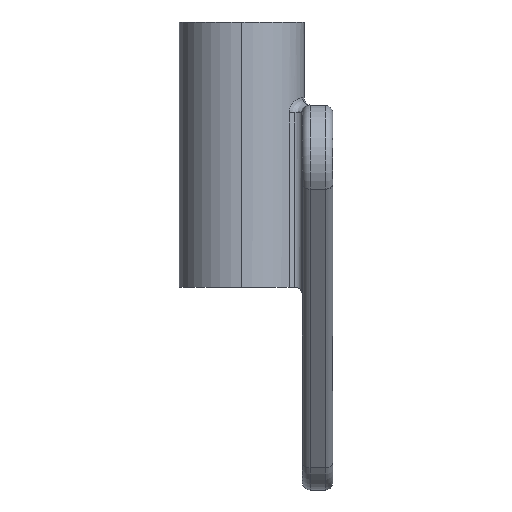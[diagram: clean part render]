
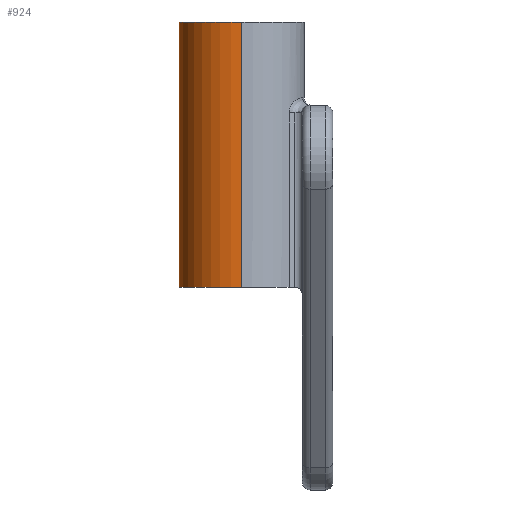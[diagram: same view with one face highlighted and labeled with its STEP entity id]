
A CAD part, left-side view. The second image highlights one B-rep face of the part: STEP entity #924.
In plain terms, the highlighted cylindrical face has radius 16.5 mm (diameter 33 mm), a partial arc.
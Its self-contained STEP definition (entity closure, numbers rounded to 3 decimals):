
#515 = CYLINDRICAL_SURFACE('',#516,16.5);
#516 = AXIS2_PLACEMENT_3D('',#517,#518,#519);
#517 = CARTESIAN_POINT('',(4.303,24.,-11.811));
#518 = DIRECTION('',(0.,0.,1.));
#519 = DIRECTION('',(1.,0.,0.));
#683 = PLANE('',#684);
#684 = AXIS2_PLACEMENT_3D('',#685,#686,#687);
#685 = CARTESIAN_POINT('',(4.303,24.,-11.811));
#686 = DIRECTION('',(0.,0.,1.));
#687 = DIRECTION('',(1.,0.,0.));
#868 = PLANE('',#869);
#869 = AXIS2_PLACEMENT_3D('',#870,#871,#872);
#870 = CARTESIAN_POINT('',(4.303,24.,58.189));
#871 = DIRECTION('',(0.,0.,1.));
#872 = DIRECTION('',(1.,0.,0.));
#924 = ADVANCED_FACE('',(#925),#940,.T.);
#925 = FACE_BOUND('',#926,.T.);
#926 = EDGE_LOOP('',(#927,#958,#981,#1005));
#927 = ORIENTED_EDGE('',*,*,#928,.T.);
#928 = EDGE_CURVE('',#929,#931,#933,.T.);
#929 = VERTEX_POINT('',#930);
#930 = CARTESIAN_POINT('',(20.803,24.,-11.811));
#931 = VERTEX_POINT('',#932);
#932 = CARTESIAN_POINT('',(-12.197,24.,-11.811));
#933 = SURFACE_CURVE('',#934,(#939,#951),.PCURVE_S1.);
#934 = CIRCLE('',#935,16.5);
#935 = AXIS2_PLACEMENT_3D('',#936,#937,#938);
#936 = CARTESIAN_POINT('',(4.303,24.,-11.811));
#937 = DIRECTION('',(0.,0.,1.));
#938 = DIRECTION('',(1.,0.,0.));
#939 = PCURVE('',#940,#945);
#940 = CYLINDRICAL_SURFACE('',#941,16.5);
#941 = AXIS2_PLACEMENT_3D('',#942,#943,#944);
#942 = CARTESIAN_POINT('',(4.303,24.,-11.811));
#943 = DIRECTION('',(0.,0.,1.));
#944 = DIRECTION('',(1.,0.,0.));
#945 = DEFINITIONAL_REPRESENTATION('',(#946),#950);
#946 = LINE('',#947,#948);
#947 = CARTESIAN_POINT('',(0.,0.));
#948 = VECTOR('',#949,1.);
#949 = DIRECTION('',(1.,0.));
#950 = ( GEOMETRIC_REPRESENTATION_CONTEXT(2) 
PARAMETRIC_REPRESENTATION_CONTEXT() REPRESENTATION_CONTEXT('2D SPACE',''
  ) );
#951 = PCURVE('',#683,#952);
#952 = DEFINITIONAL_REPRESENTATION('',(#953),#957);
#953 = CIRCLE('',#954,16.5);
#954 = AXIS2_PLACEMENT_2D('',#955,#956);
#955 = CARTESIAN_POINT('',(0.,0.));
#956 = DIRECTION('',(1.,0.));
#957 = ( GEOMETRIC_REPRESENTATION_CONTEXT(2) 
PARAMETRIC_REPRESENTATION_CONTEXT() REPRESENTATION_CONTEXT('2D SPACE',''
  ) );
#958 = ORIENTED_EDGE('',*,*,#959,.T.);
#959 = EDGE_CURVE('',#931,#960,#962,.T.);
#960 = VERTEX_POINT('',#961);
#961 = CARTESIAN_POINT('',(-12.197,24.,58.189));
#962 = SURFACE_CURVE('',#963,(#967,#974),.PCURVE_S1.);
#963 = LINE('',#964,#965);
#964 = CARTESIAN_POINT('',(-12.197,24.,-11.811));
#965 = VECTOR('',#966,1.);
#966 = DIRECTION('',(0.,0.,1.));
#967 = PCURVE('',#940,#968);
#968 = DEFINITIONAL_REPRESENTATION('',(#969),#973);
#969 = LINE('',#970,#971);
#970 = CARTESIAN_POINT('',(3.142,0.));
#971 = VECTOR('',#972,1.);
#972 = DIRECTION('',(0.,1.));
#973 = ( GEOMETRIC_REPRESENTATION_CONTEXT(2) 
PARAMETRIC_REPRESENTATION_CONTEXT() REPRESENTATION_CONTEXT('2D SPACE',''
  ) );
#974 = PCURVE('',#515,#975);
#975 = DEFINITIONAL_REPRESENTATION('',(#976),#980);
#976 = LINE('',#977,#978);
#977 = CARTESIAN_POINT('',(3.142,0.));
#978 = VECTOR('',#979,1.);
#979 = DIRECTION('',(0.,1.));
#980 = ( GEOMETRIC_REPRESENTATION_CONTEXT(2) 
PARAMETRIC_REPRESENTATION_CONTEXT() REPRESENTATION_CONTEXT('2D SPACE',''
  ) );
#981 = ORIENTED_EDGE('',*,*,#982,.F.);
#982 = EDGE_CURVE('',#983,#960,#985,.T.);
#983 = VERTEX_POINT('',#984);
#984 = CARTESIAN_POINT('',(20.803,24.,58.189));
#985 = SURFACE_CURVE('',#986,(#991,#998),.PCURVE_S1.);
#986 = CIRCLE('',#987,16.5);
#987 = AXIS2_PLACEMENT_3D('',#988,#989,#990);
#988 = CARTESIAN_POINT('',(4.303,24.,58.189));
#989 = DIRECTION('',(0.,0.,1.));
#990 = DIRECTION('',(1.,0.,0.));
#991 = PCURVE('',#940,#992);
#992 = DEFINITIONAL_REPRESENTATION('',(#993),#997);
#993 = LINE('',#994,#995);
#994 = CARTESIAN_POINT('',(0.,70.));
#995 = VECTOR('',#996,1.);
#996 = DIRECTION('',(1.,0.));
#997 = ( GEOMETRIC_REPRESENTATION_CONTEXT(2) 
PARAMETRIC_REPRESENTATION_CONTEXT() REPRESENTATION_CONTEXT('2D SPACE',''
  ) );
#998 = PCURVE('',#868,#999);
#999 = DEFINITIONAL_REPRESENTATION('',(#1000),#1004);
#1000 = CIRCLE('',#1001,16.5);
#1001 = AXIS2_PLACEMENT_2D('',#1002,#1003);
#1002 = CARTESIAN_POINT('',(0.,0.));
#1003 = DIRECTION('',(1.,0.));
#1004 = ( GEOMETRIC_REPRESENTATION_CONTEXT(2) 
PARAMETRIC_REPRESENTATION_CONTEXT() REPRESENTATION_CONTEXT('2D SPACE',''
  ) );
#1005 = ORIENTED_EDGE('',*,*,#1006,.F.);
#1006 = EDGE_CURVE('',#929,#983,#1007,.T.);
#1007 = SURFACE_CURVE('',#1008,(#1012,#1019),.PCURVE_S1.);
#1008 = LINE('',#1009,#1010);
#1009 = CARTESIAN_POINT('',(20.803,24.,-11.811));
#1010 = VECTOR('',#1011,1.);
#1011 = DIRECTION('',(0.,0.,1.));
#1012 = PCURVE('',#940,#1013);
#1013 = DEFINITIONAL_REPRESENTATION('',(#1014),#1018);
#1014 = LINE('',#1015,#1016);
#1015 = CARTESIAN_POINT('',(0.,0.));
#1016 = VECTOR('',#1017,1.);
#1017 = DIRECTION('',(0.,1.));
#1018 = ( GEOMETRIC_REPRESENTATION_CONTEXT(2) 
PARAMETRIC_REPRESENTATION_CONTEXT() REPRESENTATION_CONTEXT('2D SPACE',''
  ) );
#1019 = PCURVE('',#515,#1020);
#1020 = DEFINITIONAL_REPRESENTATION('',(#1021),#1025);
#1021 = LINE('',#1022,#1023);
#1022 = CARTESIAN_POINT('',(6.283,0.));
#1023 = VECTOR('',#1024,1.);
#1024 = DIRECTION('',(0.,1.));
#1025 = ( GEOMETRIC_REPRESENTATION_CONTEXT(2) 
PARAMETRIC_REPRESENTATION_CONTEXT() REPRESENTATION_CONTEXT('2D SPACE',''
  ) );
